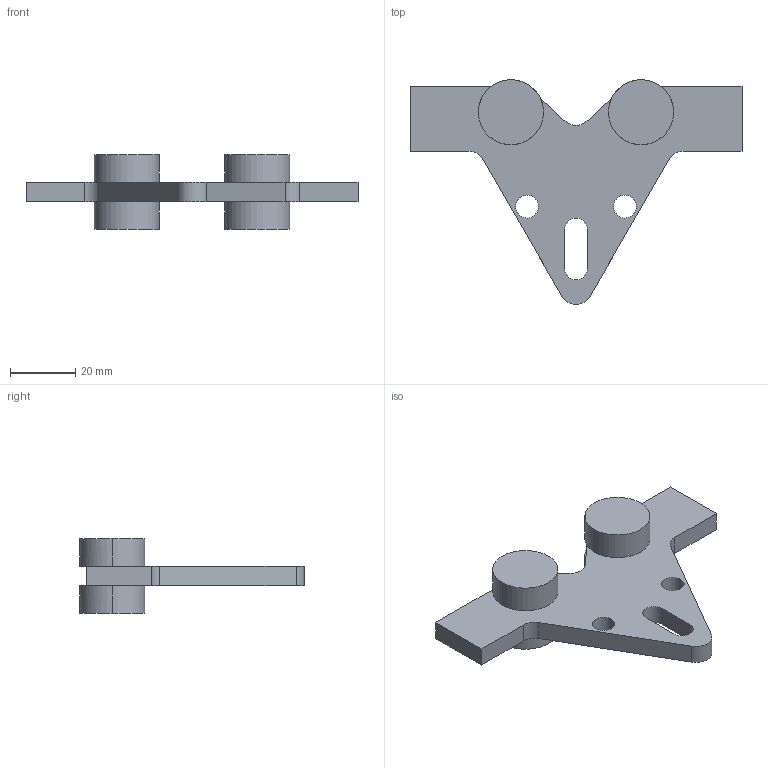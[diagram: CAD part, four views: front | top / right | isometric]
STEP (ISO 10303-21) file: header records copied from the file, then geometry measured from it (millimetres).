
FILE_DESCRIPTION (( 'STEP AP214' ), '1' );
FILE_NAME ('6728105', '2019-01-31T12:06:22', ( '' ), ('JUGARD+KÜNSTNER GmbH'), 'SwSTEP 2.0', 'SolidWorks 2017', '' );
FILE_SCHEMA (( 'AUTOMOTIVE_DESIGN' ));
Length unit declared in the file: millimetre
Products named in the file (1): 6728105_CNAJF00
Bounding box: 102 x 69 x 23 mm (x, y, z)
Volume: 29705.3 mm3; surface area: 11170.8 mm2
Topology: 1 solids, 3 shells, 48 faces, 118 edges, 76 vertices
Faces by surface type: plane 26, cylinder 22
Entity records: 1736 total; most frequent: DIRECTION 268, CARTESIAN_POINT 243, ORIENTED_EDGE 236, EDGE_CURVE 118, AXIS2_PLACEMENT_3D 101, VERTEX_POINT 76, VECTOR 66, LINE 66
